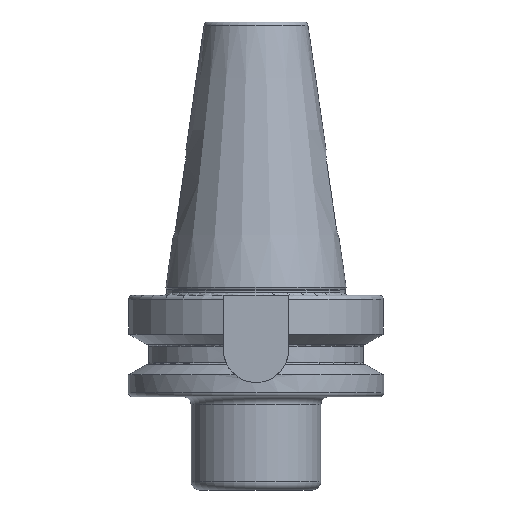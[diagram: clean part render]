
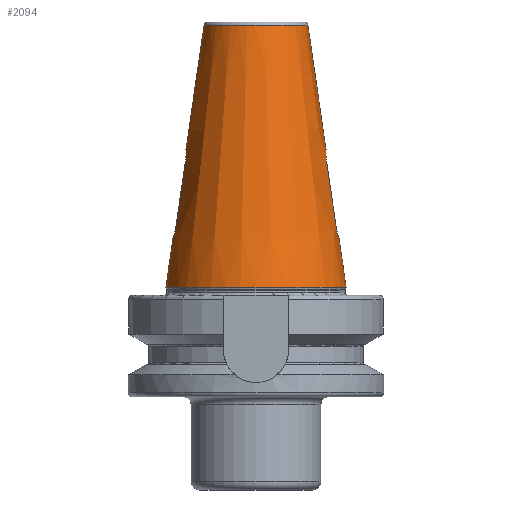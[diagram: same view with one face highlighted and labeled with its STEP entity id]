
A CAD part, left-side view. The second image highlights one B-rep face of the part: STEP entity #2094.
In plain terms, the highlighted conical face has half-angle 8.297 degrees and reference radius 17.519 mm.
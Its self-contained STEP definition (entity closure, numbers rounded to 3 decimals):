
#76=CARTESIAN_POINT('',(0,17.267,61));
#109=CARTESIAN_POINT('',(0.,20.475,39));
#116=CARTESIAN_POINT('',(0.,-20.475,39));
#149=CARTESIAN_POINT('',(0,-17.267,61));
#402=CARTESIAN_POINT('',(0,-17.267,61));
#403=CARTESIAN_POINT('',(-0.175,-17.267,61));
#404=CARTESIAN_POINT('',(-0.524,-17.265,
60.972));
#405=CARTESIAN_POINT('',(-1.034,-17.26,60.849));
#406=CARTESIAN_POINT('',(-1.514,-17.254,60.649));
#407=CARTESIAN_POINT('',(-1.959,-17.248,60.376));
#408=CARTESIAN_POINT('',(-2.355,-17.248,60.038));
#409=CARTESIAN_POINT('',(-2.694,-17.257,59.64));
#410=CARTESIAN_POINT('',(-2.967,-17.278,59.195));
#411=CARTESIAN_POINT('',(-3.167,-17.313,58.711));
#412=CARTESIAN_POINT('',(-3.288,-17.366,58.203));
#413=CARTESIAN_POINT('',(-3.315,-17.412,57.858));
#414=CARTESIAN_POINT('',(-3.315,-17.438,57.685));
#416=CARTESIAN_POINT('',(-3.315,-19.715,42.315));
#417=CARTESIAN_POINT('',(-3.315,-19.454,44.076));
#418=CARTESIAN_POINT('',(-3.315,-18.938,47.563));
#419=CARTESIAN_POINT('',(-3.315,-18.179,52.686));
#420=CARTESIAN_POINT('',(-3.315,-17.683,56.031));
#421=CARTESIAN_POINT('',(-3.315,-17.438,57.685));
#423=CARTESIAN_POINT('',(-3.315,-19.715,42.315));
#424=CARTESIAN_POINT('',(-3.315,-19.741,42.14));
#425=CARTESIAN_POINT('',(-3.287,-19.797,41.79));
#426=CARTESIAN_POINT('',(-3.164,-19.893,41.28));
#427=CARTESIAN_POINT('',(-2.963,-19.995,40.798));
#428=CARTESIAN_POINT('',(-2.69,-20.099,40.355));
#429=CARTESIAN_POINT('',(-2.352,-20.2,39.96));
#430=CARTESIAN_POINT('',(-1.957,-20.292,39.622));
#431=CARTESIAN_POINT('',(-1.507,-20.371,39.347));
#432=CARTESIAN_POINT('',(-1.024,-20.43,39.147));
#433=CARTESIAN_POINT('',(-0.512,-20.467,
39.026));
#434=CARTESIAN_POINT('',(-0.17,-20.475,39));
#435=CARTESIAN_POINT('',(0.,-20.475,39));
#437=DIRECTION('',(0,0.144,0.99));
#438=VECTOR('',#437,12.127);
#439=CARTESIAN_POINT('',(0,-22.225,27));
#440=LINE('',#439,#438);
#441=CARTESIAN_POINT('',(0,0,27));
#442=DIRECTION('',(0,0,1));
#443=DIRECTION('',(0,1,0));
#444=AXIS2_PLACEMENT_3D('',#441,#442,#443);
#446=DIRECTION('',(0,-0.144,0.99));
#447=VECTOR('',#446,12.127);
#448=CARTESIAN_POINT('',(0,22.225,27));
#449=LINE('',#448,#447);
#450=CARTESIAN_POINT('',(0.,20.475,39));
#451=CARTESIAN_POINT('',(-0.17,20.475,39));
#452=CARTESIAN_POINT('',(-0.512,20.467,39.026));
#453=CARTESIAN_POINT('',(-1.023,20.43,39.147));
#454=CARTESIAN_POINT('',(-1.507,20.371,39.347));
#455=CARTESIAN_POINT('',(-1.957,20.292,39.622));
#456=CARTESIAN_POINT('',(-2.352,20.2,39.96));
#457=CARTESIAN_POINT('',(-2.69,20.099,40.355));
#458=CARTESIAN_POINT('',(-2.963,19.995,40.798));
#459=CARTESIAN_POINT('',(-3.164,19.893,41.28));
#460=CARTESIAN_POINT('',(-3.287,19.797,41.79));
#461=CARTESIAN_POINT('',(-3.315,19.741,42.14));
#462=CARTESIAN_POINT('',(-3.315,19.715,42.315));
#464=CARTESIAN_POINT('',(-3.315,17.438,57.685));
#465=CARTESIAN_POINT('',(-3.315,17.683,56.031));
#466=CARTESIAN_POINT('',(-3.315,18.179,52.688));
#467=CARTESIAN_POINT('',(-3.315,18.938,47.564));
#468=CARTESIAN_POINT('',(-3.315,19.454,44.077));
#469=CARTESIAN_POINT('',(-3.315,19.715,42.315));
#471=CARTESIAN_POINT('',(-3.315,17.438,57.685));
#472=CARTESIAN_POINT('',(-3.315,17.412,57.857));
#473=CARTESIAN_POINT('',(-3.288,17.366,58.203));
#474=CARTESIAN_POINT('',(-3.167,17.314,58.709));
#475=CARTESIAN_POINT('',(-2.968,17.278,59.192));
#476=CARTESIAN_POINT('',(-2.696,17.257,59.637));
#477=CARTESIAN_POINT('',(-2.357,17.248,60.035));
#478=CARTESIAN_POINT('',(-1.962,17.248,60.374));
#479=CARTESIAN_POINT('',(-1.517,17.254,60.648));
#480=CARTESIAN_POINT('',(-1.036,17.26,60.848));
#481=CARTESIAN_POINT('',(-0.526,17.265,60.972));
#482=CARTESIAN_POINT('',(-0.176,17.267,61));
#483=CARTESIAN_POINT('',(0,17.267,61));
#485=DIRECTION('',(0.,-0.144,0.99));
#486=VECTOR('',#485,30.867);
#487=CARTESIAN_POINT('',(0,17.267,61));
#488=LINE('',#487,#486);
#489=CARTESIAN_POINT('',(0,0,91.544));
#490=DIRECTION('',(0,0,1));
#491=DIRECTION('',(0,1,0));
#492=AXIS2_PLACEMENT_3D('',#489,#490,#491);
#494=DIRECTION('',(0.,0.144,0.99));
#495=VECTOR('',#494,30.867);
#496=CARTESIAN_POINT('',(0,-17.267,61));
#497=LINE('',#496,#495);
#1443=CARTESIAN_POINT('',(0,22.225,27));
#1445=VERTEX_POINT('',#1443);
#1459=CARTESIAN_POINT('',(0,-22.225,27));
#1461=VERTEX_POINT('',#1459);
#1486=CARTESIAN_POINT('',(0,12.812,91.544));
#1487=CARTESIAN_POINT('',(0,-12.812,91.544));
#1488=VERTEX_POINT('',#1486);
#1489=VERTEX_POINT('',#1487);
#1664=VERTEX_POINT('',#76);
#1667=VERTEX_POINT('',#149);
#1670=VERTEX_POINT('',#109);
#1671=VERTEX_POINT('',#116);
#1672=VERTEX_POINT('',#414);
#1673=VERTEX_POINT('',#471);
#1674=VERTEX_POINT('',#423);
#1675=VERTEX_POINT('',#462);
#2073=CARTESIAN_POINT('',(0,0,59.272));
#2074=DIRECTION('',(0,0,-1));
#2075=DIRECTION('',(0,-1,0));
#2076=AXIS2_PLACEMENT_3D('',#2073,#2074,#2075);
#2077=CONICAL_SURFACE('',#2076,17.519,8.297);
#2078=ORIENTED_EDGE('',*,*,#1788,.T.);
#2079=ORIENTED_EDGE('',*,*,#2036,.F.);
#2080=ORIENTED_EDGE('',*,*,#2000,.T.);
#2081=ORIENTED_EDGE('',*,*,#1807,.F.);
#2083=ORIENTED_EDGE('',*,*,#2082,.F.);
#2084=ORIENTED_EDGE('',*,*,#1803,.T.);
#2085=ORIENTED_EDGE('',*,*,#1989,.T.);
#2086=ORIENTED_EDGE('',*,*,#2057,.F.);
#2087=ORIENTED_EDGE('',*,*,#1762,.T.);
#2088=ORIENTED_EDGE('',*,*,#1818,.T.);
#2090=ORIENTED_EDGE('',*,*,#2089,.T.);
#2091=ORIENTED_EDGE('',*,*,#1814,.F.);
#2092=EDGE_LOOP('',(#2078,#2079,#2080,#2081,#2083,#2084,#2085,#2086,#2087,#2088,
#2090,#2091));
#2093=FACE_OUTER_BOUND('',#2092,.F.);
#2094=ADVANCED_FACE('',(#2093),#2077,.T.);
#415=B_SPLINE_CURVE_WITH_KNOTS('',3,(#402,#403,#404,#405,#406,#407,#408,#409,
#410,#411,#412,#413,#414),.UNSPECIFIED.,.F.,.F.,(4,1,1,1,1,1,1,1,1,1,4),(0,
0.1,0.2,0.3,0.4,0.5,0.6,0.7,0.8,0.9,1),.UNSPECIFIED.);
#422=B_SPLINE_CURVE_WITH_KNOTS('',3,(#416,#417,#418,#419,#420,#421),
.UNSPECIFIED.,.F.,.F.,(4,1,1,4),(0,0.333,0.667,1),
.UNSPECIFIED.);
#436=B_SPLINE_CURVE_WITH_KNOTS('',3,(#423,#424,#425,#426,#427,#428,#429,#430,
#431,#432,#433,#434,#435),.UNSPECIFIED.,.F.,.F.,(4,1,1,1,1,1,1,1,1,1,4),(0,
0.1,0.2,0.3,0.4,0.5,0.6,0.7,0.8,0.9,1),.UNSPECIFIED.);
#445=CIRCLE('',#444,22.225);
#463=B_SPLINE_CURVE_WITH_KNOTS('',3,(#450,#451,#452,#453,#454,#455,#456,#457,
#458,#459,#460,#461,#462),.UNSPECIFIED.,.F.,.F.,(4,1,1,1,1,1,1,1,1,1,4),(0,
0.1,0.2,0.3,0.4,0.5,0.6,0.7,0.8,0.9,1),.UNSPECIFIED.);
#470=B_SPLINE_CURVE_WITH_KNOTS('',3,(#464,#465,#466,#467,#468,#469),
.UNSPECIFIED.,.F.,.F.,(4,1,1,4),(0,0.333,0.667,1),
.UNSPECIFIED.);
#484=B_SPLINE_CURVE_WITH_KNOTS('',3,(#471,#472,#473,#474,#475,#476,#477,#478,
#479,#480,#481,#482,#483),.UNSPECIFIED.,.F.,.F.,(4,1,1,1,1,1,1,1,1,1,4),(0,
0.1,0.2,0.3,0.4,0.5,0.6,0.7,0.8,0.9,1),.UNSPECIFIED.);
#493=CIRCLE('',#492,12.812);
#1762=EDGE_CURVE('',#1673,#1664,#484,.T.);
#1788=EDGE_CURVE('',#1667,#1672,#415,.T.);
#1803=EDGE_CURVE('',#1445,#1670,#449,.T.);
#1807=EDGE_CURVE('',#1461,#1671,#440,.T.);
#1814=EDGE_CURVE('',#1667,#1489,#497,.T.);
#1818=EDGE_CURVE('',#1664,#1488,#488,.T.);
#1989=EDGE_CURVE('',#1670,#1675,#463,.T.);
#2000=EDGE_CURVE('',#1674,#1671,#436,.T.);
#2036=EDGE_CURVE('',#1674,#1672,#422,.T.);
#2057=EDGE_CURVE('',#1673,#1675,#470,.T.);
#2082=EDGE_CURVE('',#1445,#1461,#445,.T.);
#2089=EDGE_CURVE('',#1488,#1489,#493,.T.);
